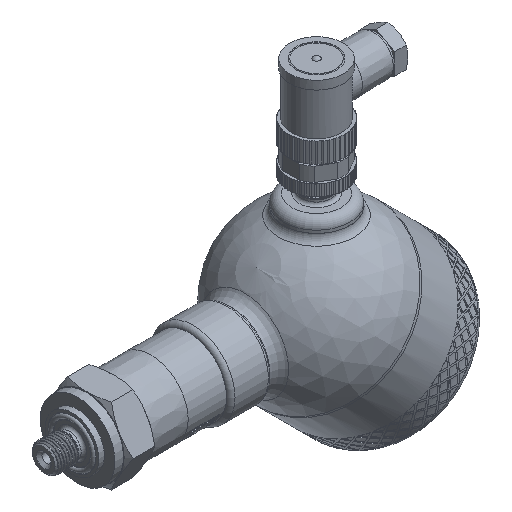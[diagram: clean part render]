
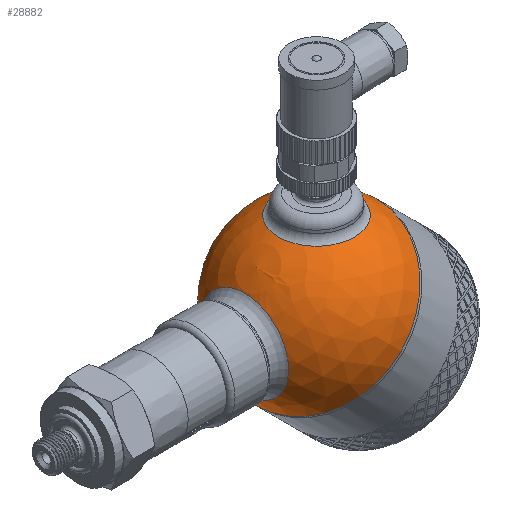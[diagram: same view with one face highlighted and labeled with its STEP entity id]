
A CAD part, isometric view. The second image highlights one B-rep face of the part: STEP entity #28882.
In plain terms, the highlighted spherical face has radius 30 mm.
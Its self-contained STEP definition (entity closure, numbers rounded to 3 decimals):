
#45=SPHERICAL_SURFACE('',#30636,30.);
#1099=FACE_BOUND('',#3879,.T.);
#1100=FACE_BOUND('',#3880,.T.);
#2039=FACE_OUTER_BOUND('',#3878,.T.);
#3878=EDGE_LOOP('',(#20729,#20730,#20731,#20732));
#3879=EDGE_LOOP('',(#20733));
#3880=EDGE_LOOP('',(#20734));
#5609=CIRCLE('',#30559,30.);
#5610=CIRCLE('',#30560,30.);
#5637=CIRCLE('',#30632,13.5);
#5640=CIRCLE('',#30637,30.);
#5641=CIRCLE('',#30638,15.643);
#11227=VERTEX_POINT('',#38690);
#11228=VERTEX_POINT('',#38692);
#11755=VERTEX_POINT('',#45456);
#11757=VERTEX_POINT('',#45463);
#11758=VERTEX_POINT('',#45465);
#14343=EDGE_CURVE('',#11227,#11228,#5609,.T.);
#14344=EDGE_CURVE('',#11228,#11227,#5610,.T.);
#15137=EDGE_CURVE('',#11755,#11755,#5637,.T.);
#15140=EDGE_CURVE('',#11228,#11757,#5640,.T.);
#15141=EDGE_CURVE('',#11758,#11758,#5641,.T.);
#20729=ORIENTED_EDGE('',*,*,#14344,.F.);
#20730=ORIENTED_EDGE('',*,*,#15140,.T.);
#20731=ORIENTED_EDGE('',*,*,#15140,.F.);
#20732=ORIENTED_EDGE('',*,*,#14343,.F.);
#20733=ORIENTED_EDGE('',*,*,#15141,.F.);
#20734=ORIENTED_EDGE('',*,*,#15137,.F.);
#28882=ADVANCED_FACE('',(#2039,#1099,#1100),#45,.T.);
#30559=AXIS2_PLACEMENT_3D('',#38693,#32466,#32467);
#30560=AXIS2_PLACEMENT_3D('',#38694,#32468,#32469);
#30632=AXIS2_PLACEMENT_3D('',#45457,#32890,#32891);
#30636=AXIS2_PLACEMENT_3D('',#45462,#32898,#32899);
#30637=AXIS2_PLACEMENT_3D('',#45464,#32900,#32901);
#30638=AXIS2_PLACEMENT_3D('',#45466,#32902,#32903);
#32466=DIRECTION('center_axis',(1.,0.,0.));
#32467=DIRECTION('ref_axis',(0.,1.,0.));
#32468=DIRECTION('center_axis',(1.,0.,0.));
#32469=DIRECTION('ref_axis',(0.,1.,0.));
#32890=DIRECTION('center_axis',(-0.707,0.,-0.707));
#32891=DIRECTION('ref_axis',(-0.707,0.,0.707));
#32898=DIRECTION('center_axis',(1.,0.,0.));
#32899=DIRECTION('ref_axis',(0.,-1.,0.));
#32900=DIRECTION('center_axis',(0.,0.,1.));
#32901=DIRECTION('ref_axis',(0.,1.,0.));
#32902=DIRECTION('center_axis',(-0.707,0.,0.707));
#32903=DIRECTION('ref_axis',(0.707,0.,0.707));
#38690=CARTESIAN_POINT('',(0.,-30.,0.));
#38692=CARTESIAN_POINT('',(0.,30.,0.));
#38693=CARTESIAN_POINT('Origin',(0.,0.,0.));
#38694=CARTESIAN_POINT('Origin',(0.,0.,0.));
#45456=CARTESIAN_POINT('',(-9.398,0.,-28.49));
#45457=CARTESIAN_POINT('Origin',(-18.944,0.,-18.944));
#45462=CARTESIAN_POINT('Origin',(0.,0.,0.));
#45463=CARTESIAN_POINT('',(-30.,0.,0.));
#45464=CARTESIAN_POINT('Origin',(0.,0.,0.));
#45465=CARTESIAN_POINT('',(-29.162,0.,7.04));
#45466=CARTESIAN_POINT('Origin',(-18.101,0.,18.101));
